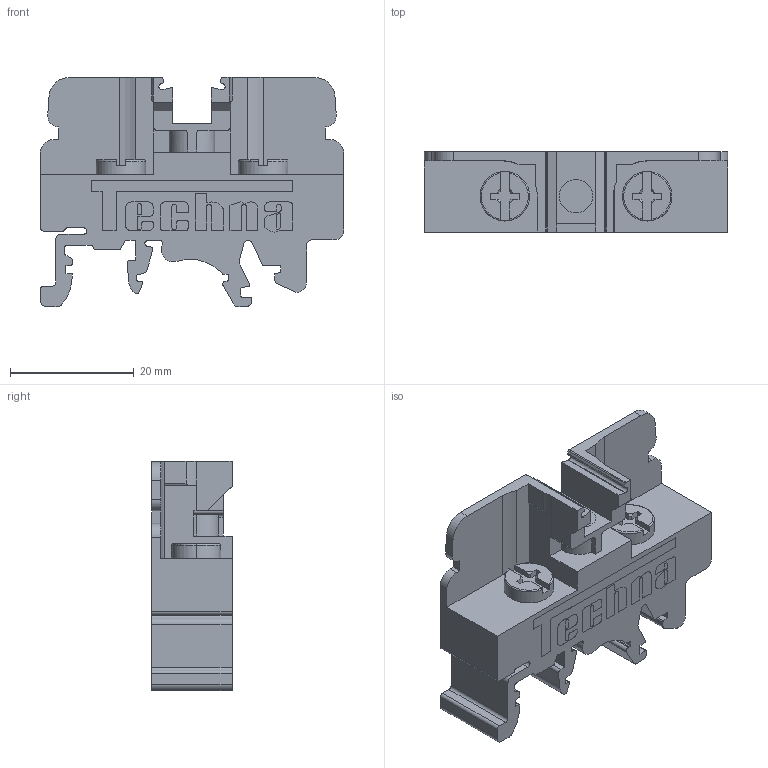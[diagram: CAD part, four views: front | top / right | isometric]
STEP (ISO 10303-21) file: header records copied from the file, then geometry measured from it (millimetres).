
FILE_DESCRIPTION (( 'STEP AP214' ), '1' );
FILE_NAME ('TtecCBS4U.STEP', '2020-06-12T08:59:46', ( '' ), ( '' ), 'SwSTEP 2.0', 'SolidWorks 2020', '' );
FILE_SCHEMA (( 'AUTOMOTIVE_DESIGN' ));
Length unit declared in the file: millimetre
Products named in the file (1): TtecCBS4U
Bounding box: 49 x 13.08 x 37 mm (x, y, z)
Surface area: 7105.3 mm2 (no closed solid volume)
Topology: 0 solids, 22 shells, 648 faces, 1800 edges, 1200 vertices
Faces by surface type: plane 369, cylinder 219, bspline 52, torus 8
Entity records: 29040 total; most frequent: CARTESIAN_POINT 7026, ORIENTED_EDGE 3600, DIRECTION 3309, EDGE_CURVE 1800, VECTOR 1227, LINE 1227, VERTEX_POINT 1200, AXIS2_PLACEMENT_3D 1041
